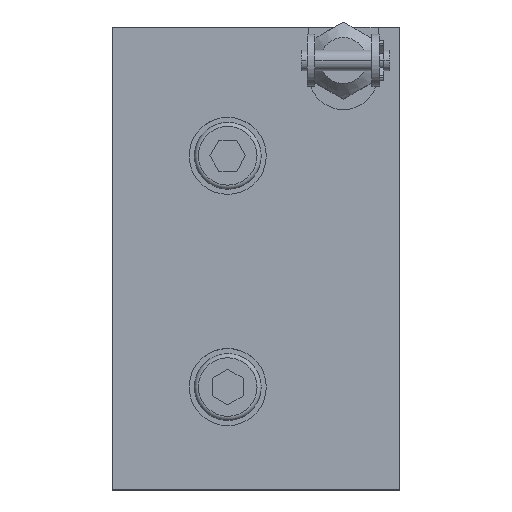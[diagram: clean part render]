
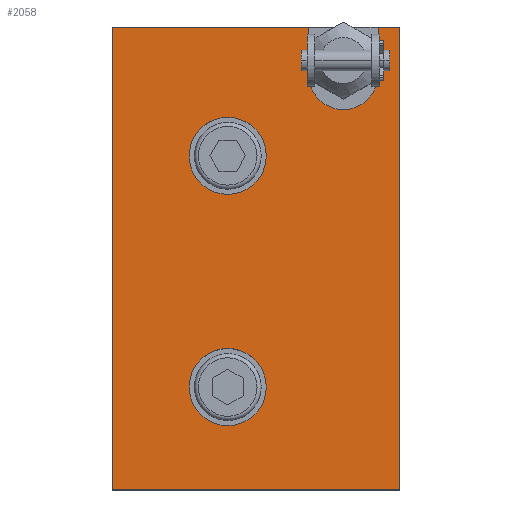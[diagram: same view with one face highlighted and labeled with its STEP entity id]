
A CAD part, top view. The second image highlights one B-rep face of the part: STEP entity #2058.
In plain terms, the highlighted planar face has unit normal (0, 0, 1).
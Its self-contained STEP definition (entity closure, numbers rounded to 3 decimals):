
#84=FACE_BOUND('',#447,.T.);
#85=FACE_BOUND('',#448,.T.);
#170=CIRCLE('',#2187,6.75);
#175=CIRCLE('',#2200,7.5);
#181=CIRCLE('',#2210,7.5);
#309=FACE_OUTER_BOUND('',#446,.T.);
#446=EDGE_LOOP('',(#1530,#1531,#1532,#1533,#1534,#1535,#1536,#1537));
#447=EDGE_LOOP('',(#1538));
#448=EDGE_LOOP('',(#1539));
#578=LINE('',#3155,#743);
#587=LINE('',#3180,#752);
#592=LINE('',#3193,#757);
#597=LINE('',#3201,#762);
#606=LINE('',#3247,#771);
#607=LINE('',#3250,#772);
#611=LINE('',#3257,#776);
#743=VECTOR('',#2489,1.);
#752=VECTOR('',#2512,1.);
#757=VECTOR('',#2527,1.);
#762=VECTOR('',#2532,1.);
#771=VECTOR('',#2587,1.);
#772=VECTOR('',#2590,1.);
#776=VECTOR('',#2598,1.);
#906=VERTEX_POINT('',#3151);
#907=VERTEX_POINT('',#3153);
#915=VERTEX_POINT('',#3174);
#916=VERTEX_POINT('',#3178);
#919=VERTEX_POINT('',#3192);
#922=VERTEX_POINT('',#3199);
#926=VERTEX_POINT('',#3212);
#932=VERTEX_POINT('',#3230);
#936=VERTEX_POINT('',#3245);
#937=VERTEX_POINT('',#3249);
#1112=EDGE_CURVE('',#906,#907,#578,.T.);
#1121=EDGE_CURVE('',#907,#915,#170,.T.);
#1124=EDGE_CURVE('',#915,#916,#587,.T.);
#1130=EDGE_CURVE('',#919,#906,#592,.T.);
#1135=EDGE_CURVE('',#916,#922,#597,.T.);
#1140=EDGE_CURVE('',#926,#926,#175,.T.);
#1148=EDGE_CURVE('',#932,#932,#181,.T.);
#1156=EDGE_CURVE('',#936,#922,#606,.T.);
#1157=EDGE_CURVE('',#937,#936,#607,.T.);
#1161=EDGE_CURVE('',#919,#937,#611,.T.);
#1530=ORIENTED_EDGE('',*,*,#1124,.T.);
#1531=ORIENTED_EDGE('',*,*,#1135,.T.);
#1532=ORIENTED_EDGE('',*,*,#1156,.F.);
#1533=ORIENTED_EDGE('',*,*,#1157,.F.);
#1534=ORIENTED_EDGE('',*,*,#1161,.F.);
#1535=ORIENTED_EDGE('',*,*,#1130,.T.);
#1536=ORIENTED_EDGE('',*,*,#1112,.T.);
#1537=ORIENTED_EDGE('',*,*,#1121,.T.);
#1538=ORIENTED_EDGE('',*,*,#1140,.T.);
#1539=ORIENTED_EDGE('',*,*,#1148,.T.);
#1977=PLANE('',#2220);
#2058=ADVANCED_FACE('',(#309,#84,#85),#1977,.T.);
#2187=AXIS2_PLACEMENT_3D('',#3175,#2506,#2507);
#2200=AXIS2_PLACEMENT_3D('',#3213,#2546,#2547);
#2210=AXIS2_PLACEMENT_3D('',#3231,#2568,#2569);
#2220=AXIS2_PLACEMENT_3D('',#3258,#2599,#2600);
#2489=DIRECTION('',(1.,0.,0.));
#2506=DIRECTION('center_axis',(0.,0.,
-1.));
#2507=DIRECTION('ref_axis',(0.,-1.,0.));
#2512=DIRECTION('',(-1.,0.,0.));
#2527=DIRECTION('',(0.,-1.,0.));
#2532=DIRECTION('',(0.,-1.,0.));
#2546=DIRECTION('center_axis',(0.,0.,
-1.));
#2547=DIRECTION('ref_axis',(-1.,0.,0.));
#2568=DIRECTION('center_axis',(0.,0.,
-1.));
#2569=DIRECTION('ref_axis',(-1.,0.,0.));
#2587=DIRECTION('',(-1.,0.,0.));
#2590=DIRECTION('',(0.,-1.,0.));
#2598=DIRECTION('',(1.,0.,0.));
#2599=DIRECTION('center_axis',(0.,0.,
1.));
#2600=DIRECTION('ref_axis',(0.,1.,0.));
#3151=CARTESIAN_POINT('',(-70.,29.25,20.));
#3153=CARTESIAN_POINT('',(-60.75,29.25,20.));
#3155=CARTESIAN_POINT('',(-67.737,29.25,20.));
#3174=CARTESIAN_POINT('',(-60.75,15.75,20.));
#3175=CARTESIAN_POINT('Origin',(-60.75,22.5,20.));
#3178=CARTESIAN_POINT('',(-70.,15.75,20.));
#3180=CARTESIAN_POINT('',(-62.437,15.75,20.));
#3192=CARTESIAN_POINT('',(-70.,33.5,20.));
#3193=CARTESIAN_POINT('',(-70.,20.,20.));
#3199=CARTESIAN_POINT('',(-70.,-22.5,20.));
#3201=CARTESIAN_POINT('',(-70.,20.,20.));
#3212=CARTESIAN_POINT('',(7.5,0.,20.));
#3213=CARTESIAN_POINT('Origin',(0.,0.,20.));
#3230=CARTESIAN_POINT('',(-37.5,0.,20.));
#3231=CARTESIAN_POINT('Origin',(-45.,0.,
20.));
#3245=CARTESIAN_POINT('',(20.,-22.5,20.));
#3247=CARTESIAN_POINT('',(-46.671,-22.5,20.));
#3249=CARTESIAN_POINT('',(20.,33.5,20.));
#3250=CARTESIAN_POINT('',(20.,29.5,20.));
#3257=CARTESIAN_POINT('',(-65.,33.5,20.));
#3258=CARTESIAN_POINT('Origin',(-66.925,23.875,20.));
